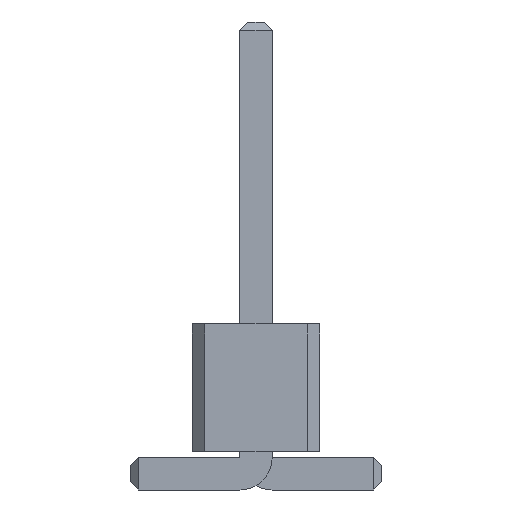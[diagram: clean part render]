
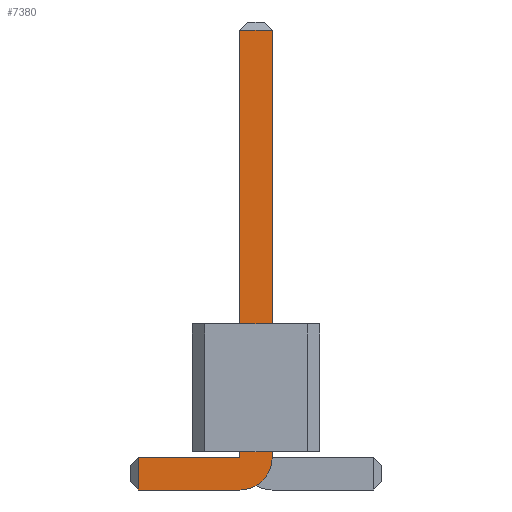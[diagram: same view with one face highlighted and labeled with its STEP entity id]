
A CAD part, front view. The second image highlights one B-rep face of the part: STEP entity #7380.
In plain terms, the highlighted planar face has unit normal (0, -1, 0).
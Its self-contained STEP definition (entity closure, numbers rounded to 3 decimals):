
#56=DIRECTION('',(0.,-1.,0.));
#67=DIRECTION('',(1.,0.,0.));
#1580=VECTOR('',#67,1.);
#1633=DIRECTION('',(-1.,0.,0.));
#3143=VECTOR('',#1633,1.);
#3361=DIRECTION('',(0.,0.,-1.));
#3380=VECTOR('',#3361,1.);
#7211=VECTOR('',#7212,1.);
#7212=DIRECTION('',(0.,0.,1.));
#7234=DIRECTION('',(-0.,-1.,-0.));
#7241=VERTEX_POINT('',#7242);
#7242=CARTESIAN_POINT('',(-2.34,-33.34,0.));
#7245=ORIENTED_EDGE('',*,*,#7246,.T.);
#7246=EDGE_CURVE('',#7241,#7247,#7249,.T.);
#7247=VERTEX_POINT('',#7248);
#7248=CARTESIAN_POINT('',(-0.32,-33.34,0.));
#7249=LINE('',#7250,#1580);
#7250=CARTESIAN_POINT('',(-2.5,-33.34,0.));
#7282=VERTEX_POINT('',#7283);
#7283=CARTESIAN_POINT('',(0.32,-33.34,0.64));
#7286=EDGE_CURVE('',#7247,#7282,#7287,.T.);
#7287=CIRCLE('',#7288,0.64);
#7288=AXIS2_PLACEMENT_3D('',#7289,#56,#3361);
#7289=CARTESIAN_POINT('',(-0.32,-33.34,0.64));
#7297=VERTEX_POINT('',#7289);
#7299=ORIENTED_EDGE('',*,*,#7300,.T.);
#7300=EDGE_CURVE('',#7297,#7301,#7303,.T.);
#7301=VERTEX_POINT('',#7302);
#7302=CARTESIAN_POINT('',(-2.34,-33.34,0.64));
#7303=LINE('',#7289,#3143);
#7313=ORIENTED_EDGE('',*,*,#7314,.T.);
#7314=EDGE_CURVE('',#7282,#7315,#7317,.T.);
#7315=VERTEX_POINT('',#7316);
#7316=CARTESIAN_POINT('',(0.32,-33.34,9.14));
#7317=LINE('',#7318,#7211);
#7318=CARTESIAN_POINT('',(0.32,-33.34,0.));
#7331=VERTEX_POINT('',#7332);
#7332=CARTESIAN_POINT('',(-0.32,-33.34,9.14));
#7334=ORIENTED_EDGE('',*,*,#7335,.T.);
#7335=EDGE_CURVE('',#7331,#7297,#7336,.T.);
#7336=LINE('',#7337,#3380);
#7337=CARTESIAN_POINT('',(-0.32,-33.34,9.3));
#7380=ADVANCED_FACE('',(#7381),#7390,.T.);
#7381=FACE_BOUND('',#7382,.T.);
#7382=EDGE_LOOP('',(#7245,#7383,#7313,#7384,#7334,#7299,#7387));
#7383=ORIENTED_EDGE('',*,*,#7286,.T.);
#7384=ORIENTED_EDGE('',*,*,#7385,.T.);
#7385=EDGE_CURVE('',#7315,#7331,#7386,.T.);
#7386=LINE('',#7316,#3143);
#7387=ORIENTED_EDGE('',*,*,#7388,.T.);
#7388=EDGE_CURVE('',#7301,#7241,#7389,.T.);
#7389=LINE('',#7302,#3380);
#7390=PLANE('',#7391);
#7391=AXIS2_PLACEMENT_3D('',#7392,#7234,#3361);
#7392=CARTESIAN_POINT('',(-0.311,-33.34,3.871));
